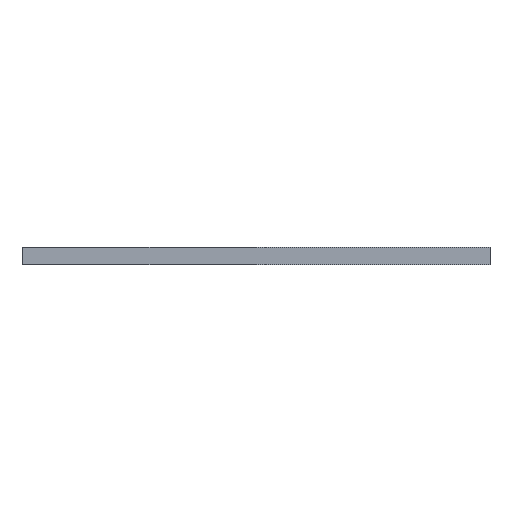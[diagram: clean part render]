
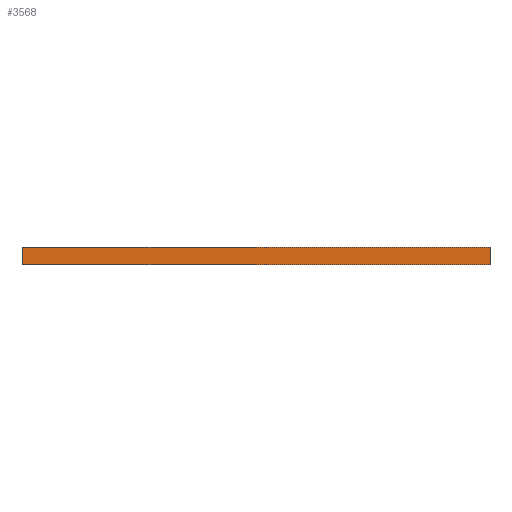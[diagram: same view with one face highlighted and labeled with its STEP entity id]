
A CAD part, left-side view. The second image highlights one B-rep face of the part: STEP entity #3568.
In plain terms, the highlighted planar face has unit normal (-1, 0, 0).
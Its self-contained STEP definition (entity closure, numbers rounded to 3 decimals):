
#19 = VERTEX_POINT ( 'NONE', #5870 ) ;
#52 = CARTESIAN_POINT ( 'NONE',  ( -22.4, 22.875, 0.85 ) ) ;
#196 = DIRECTION ( 'NONE',  ( -1., 0., 0. ) ) ;
#234 = EDGE_CURVE ( 'NONE', #3707, #330, #460, .T. ) ;
#268 = EDGE_CURVE ( 'NONE', #330, #4663, #3603, .T. ) ;
#330 = VERTEX_POINT ( 'NONE', #2463 ) ;
#460 = LINE ( 'NONE', #462, #6075 ) ;
#462 = CARTESIAN_POINT ( 'NONE',  ( -22.4, -22.875, 0.85 ) ) ;
#1065 = CARTESIAN_POINT ( 'NONE',  ( -22.4, -22.875, 0.85 ) ) ;
#1086 = VECTOR ( 'NONE', #4352, 1000. ) ;
#1312 = EDGE_CURVE ( 'NONE', #3707, #19, #3513, .T. ) ;
#1365 = ORIENTED_EDGE ( 'NONE', *, *, #234, .F. ) ;
#1556 = FACE_OUTER_BOUND ( 'NONE', #2732, .T. ) ;
#1603 = DIRECTION ( 'NONE',  ( 0., 0., 1. ) ) ;
#1624 = PLANE ( 'NONE',  #5633 ) ;
#2278 = CARTESIAN_POINT ( 'NONE',  ( -22.4, -22.875, 0.85 ) ) ;
#2463 = CARTESIAN_POINT ( 'NONE',  ( -22.4, -22.875, -0.85 ) ) ;
#2732 = EDGE_LOOP ( 'NONE', ( #4133, #1365, #6072, #3007 ) ) ;
#3007 = ORIENTED_EDGE ( 'NONE', *, *, #5957, .T. ) ;
#3052 = CARTESIAN_POINT ( 'NONE',  ( -22.4, -22.875, 0.85 ) ) ;
#3386 = DIRECTION ( 'NONE',  ( 0., 0., -1. ) ) ;
#3513 = LINE ( 'NONE', #1065, #1086 ) ;
#3568 = ADVANCED_FACE ( 'NONE', ( #1556 ), #1624, .T. ) ;
#3603 = LINE ( 'NONE', #5130, #5181 ) ;
#3707 = VERTEX_POINT ( 'NONE', #2278 ) ;
#4133 = ORIENTED_EDGE ( 'NONE', *, *, #268, .F. ) ;
#4185 = DIRECTION ( 'NONE',  ( 0., 1., 0. ) ) ;
#4352 = DIRECTION ( 'NONE',  ( 0., 1., 0. ) ) ;
#4663 = VERTEX_POINT ( 'NONE', #5188 ) ;
#4709 = DIRECTION ( 'NONE',  ( 0., 0., -1. ) ) ;
#4763 = VECTOR ( 'NONE', #3386, 1000. ) ;
#5130 = CARTESIAN_POINT ( 'NONE',  ( -22.4, -22.875, -0.85 ) ) ;
#5181 = VECTOR ( 'NONE', #4185, 1000. ) ;
#5188 = CARTESIAN_POINT ( 'NONE',  ( -22.4, 22.875, -0.85 ) ) ;
#5633 = AXIS2_PLACEMENT_3D ( 'NONE', #3052, #196, #1603 ) ;
#5870 = CARTESIAN_POINT ( 'NONE',  ( -22.4, 22.875, 0.85 ) ) ;
#5957 = EDGE_CURVE ( 'NONE', #19, #4663, #6032, .T. ) ;
#6032 = LINE ( 'NONE', #52, #4763 ) ;
#6072 = ORIENTED_EDGE ( 'NONE', *, *, #1312, .T. ) ;
#6075 = VECTOR ( 'NONE', #4709, 1000. ) ;
